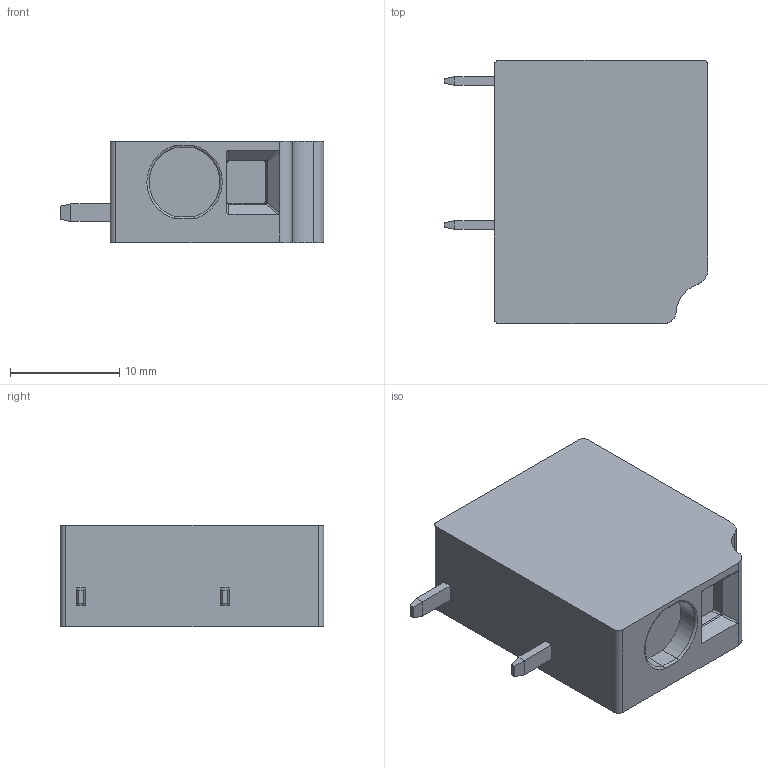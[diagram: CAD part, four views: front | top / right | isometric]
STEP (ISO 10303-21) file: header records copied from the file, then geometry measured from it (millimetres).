
FILE_DESCRIPTION (( 'STEP AP203' ), '1' );
FILE_NAME ('MPX420-75001.STEP', '2018-07-10T02:31:25', ( 'AcerPC' ), ( 'DECA' ), 'SwSTEP 2.0', 'SolidWorks 2012', '' );
FILE_SCHEMA (( 'CONFIG_CONTROL_DESIGN' ));
Length unit declared in the file: millimetre
Products named in the file (1): MPX420-75001
Bounding box: 24.2 x 24.15 x 9.3 mm (x, y, z)
Volume: 4219.3 mm3; surface area: 1819.1 mm2
Topology: 1 solids, 1 shells, 68 faces, 164 edges, 102 vertices
Faces by surface type: plane 35, cylinder 23, bspline 10
Entity records: 2349 total; most frequent: CARTESIAN_POINT 800, ORIENTED_EDGE 328, DIRECTION 262, EDGE_CURVE 164, VERTEX_POINT 102, VECTOR 98, LINE 98, AXIS2_PLACEMENT_3D 82
